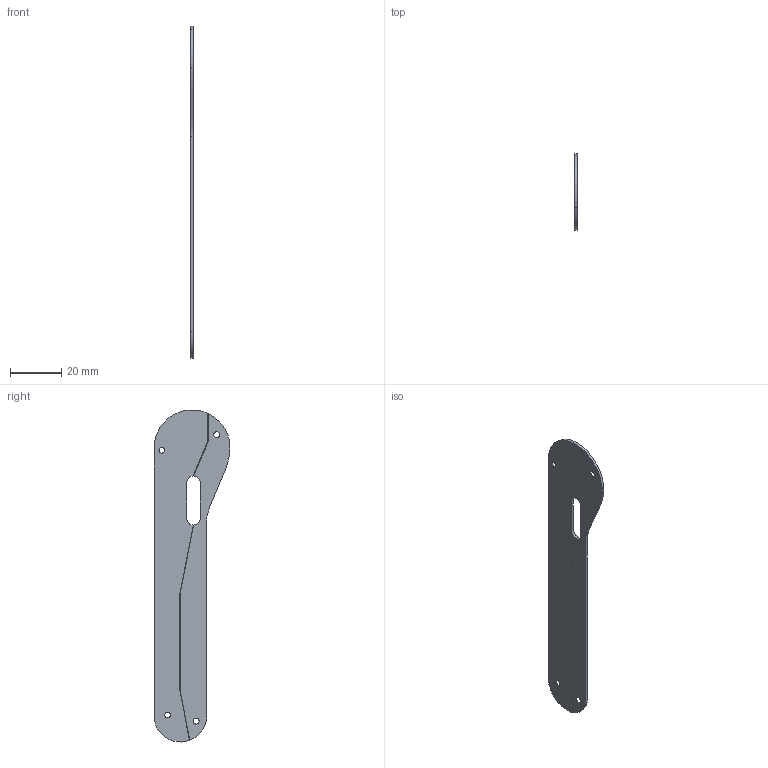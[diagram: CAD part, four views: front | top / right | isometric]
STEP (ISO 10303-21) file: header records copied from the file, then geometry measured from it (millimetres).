
FILE_DESCRIPTION(/* description */ (''),/* implementation_level */ '2;1');
FILE_NAME(/* name */ 'right_side_small_plate_8mm.step',/* time_stamp */ '2022-12-31T00:02:29+01:00',/* author */ (''),/* organization */ (''),/* preprocessor_version */ 'ST-DEVELOPER v19.2',/* originating_system */ 'Autodesk Translation Framework v11.17.0.187',/* authorisation */ '');
FILE_SCHEMA (('AUTOMOTIVE_DESIGN { 1 0 10303 214 3 1 1 }'));
Length unit declared in the file: millimetre
Products named in the file (1): left small direct plate 8(Mirror)
Bounding box: 1.1 x 29.67 x 129.61 mm (x, y, z)
Volume: 2771.6 mm3; surface area: 5942.2 mm2
Topology: 2 solids, 2 shells, 33 faces, 85 edges, 56 vertices
Faces by surface type: plane 18, cylinder 10, cone 4, bspline 1
Full cylindrical faces by diameter (mm): 2.2 x2
Entity records: 1079 total; most frequent: CARTESIAN_POINT 197, DIRECTION 175, ORIENTED_EDGE 170, EDGE_CURVE 85, AXIS2_PLACEMENT_3D 59, LINE 57, VECTOR 57, VERTEX_POINT 56
